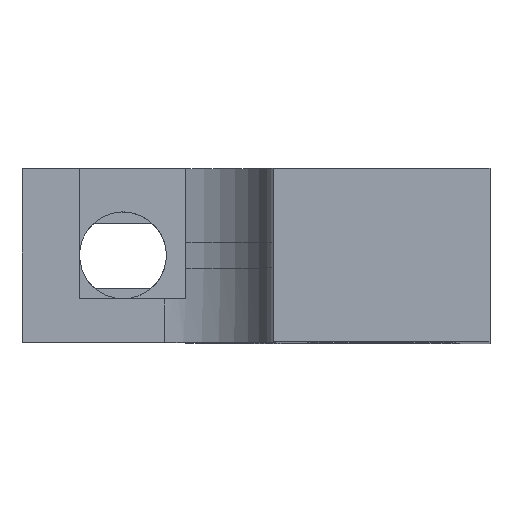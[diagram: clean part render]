
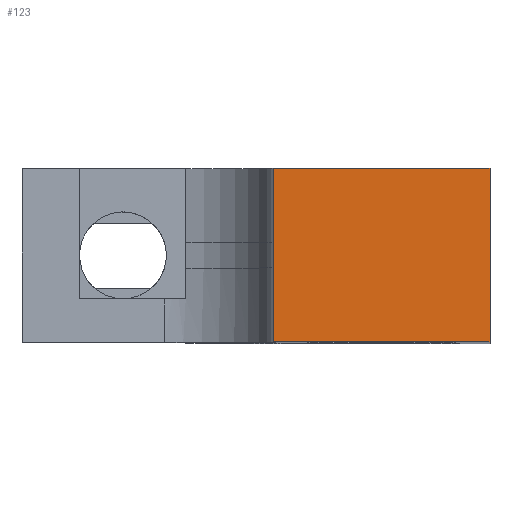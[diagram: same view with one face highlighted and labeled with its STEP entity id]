
A CAD part, top view. The second image highlights one B-rep face of the part: STEP entity #123.
In plain terms, the highlighted planar face has unit normal (0, 0, 1).
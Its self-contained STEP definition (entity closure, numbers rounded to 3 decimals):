
#9 = CARTESIAN_POINT ( 'NONE',  ( -21.56, 8., 0. ) ) ;
#55 = VERTEX_POINT ( 'NONE', #3088 ) ;
#123 = ADVANCED_FACE ( 'NONE', ( #1980 ), #2541, .F. ) ;
#235 = DIRECTION ( 'NONE',  ( 0., -1., 0. ) ) ;
#552 = EDGE_CURVE ( 'NONE', #1492, #55, #1661, .T. ) ;
#636 = EDGE_LOOP ( 'NONE', ( #2966, #3250, #674, #2584 ) ) ;
#674 = ORIENTED_EDGE ( 'NONE', *, *, #810, .F. ) ;
#782 = DIRECTION ( 'NONE',  ( 1., 0., 0. ) ) ;
#810 = EDGE_CURVE ( 'NONE', #1310, #3358, #2011, .T. ) ;
#1242 = VECTOR ( 'NONE', #235, 1000. ) ;
#1310 = VERTEX_POINT ( 'NONE', #2599 ) ;
#1338 = VECTOR ( 'NONE', #782, 1000. ) ;
#1431 = DIRECTION ( 'NONE',  ( 0., 0., -1. ) ) ;
#1455 = DIRECTION ( 'NONE',  ( 0., 1., 0. ) ) ;
#1492 = VERTEX_POINT ( 'NONE', #3526 ) ;
#1661 = LINE ( 'NONE', #3166, #2556 ) ;
#1741 = DIRECTION ( 'NONE',  ( -1., 0., 0. ) ) ;
#1920 = LINE ( 'NONE', #2488, #2091 ) ;
#1932 = CARTESIAN_POINT ( 'NONE',  ( -0.01, 8., 0. ) ) ;
#1980 = FACE_OUTER_BOUND ( 'NONE', #636, .T. ) ;
#2011 = LINE ( 'NONE', #1932, #1242 ) ;
#2084 = AXIS2_PLACEMENT_3D ( 'NONE', #9, #1431, #1741 ) ;
#2091 = VECTOR ( 'NONE', #2172, 1000. ) ;
#2136 = EDGE_CURVE ( 'NONE', #1492, #3358, #3502, .T. ) ;
#2172 = DIRECTION ( 'NONE',  ( 1., 0., 0. ) ) ;
#2488 = CARTESIAN_POINT ( 'NONE',  ( -21.56, 8., 0. ) ) ;
#2541 = PLANE ( 'NONE',  #2084 ) ;
#2556 = VECTOR ( 'NONE', #1455, 1000. ) ;
#2584 = ORIENTED_EDGE ( 'NONE', *, *, #2764, .F. ) ;
#2599 = CARTESIAN_POINT ( 'NONE',  ( -0.01, 8., 0. ) ) ;
#2764 = EDGE_CURVE ( 'NONE', #55, #1310, #1920, .T. ) ;
#2966 = ORIENTED_EDGE ( 'NONE', *, *, #552, .F. ) ;
#3045 = CARTESIAN_POINT ( 'NONE',  ( -21.56, 0., 0. ) ) ;
#3088 = CARTESIAN_POINT ( 'NONE',  ( -10., 8., 0. ) ) ;
#3166 = CARTESIAN_POINT ( 'NONE',  ( -10., 8., 0. ) ) ;
#3250 = ORIENTED_EDGE ( 'NONE', *, *, #2136, .T. ) ;
#3358 = VERTEX_POINT ( 'NONE', #3519 ) ;
#3502 = LINE ( 'NONE', #3045, #1338 ) ;
#3519 = CARTESIAN_POINT ( 'NONE',  ( -0.01, 0., 0. ) ) ;
#3526 = CARTESIAN_POINT ( 'NONE',  ( -10., 0., 0. ) ) ;
